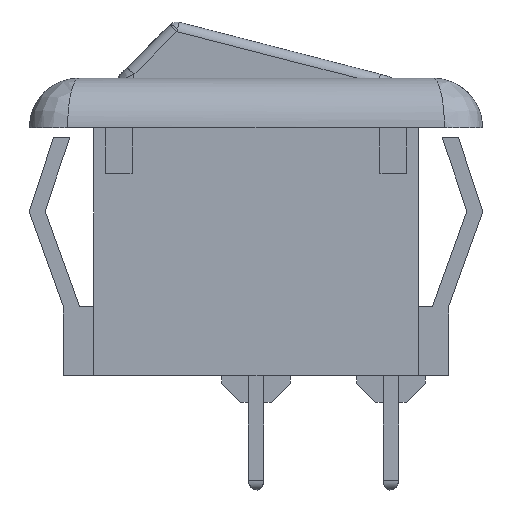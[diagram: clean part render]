
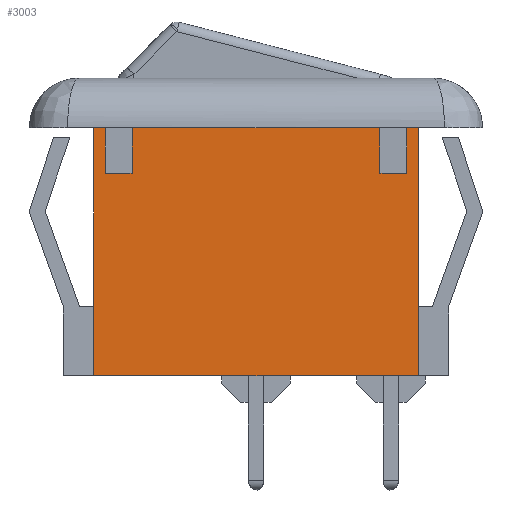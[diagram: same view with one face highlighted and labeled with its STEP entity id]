
A CAD part, left-side view. The second image highlights one B-rep face of the part: STEP entity #3003.
In plain terms, the highlighted planar face has unit normal (-1, 0, 0).
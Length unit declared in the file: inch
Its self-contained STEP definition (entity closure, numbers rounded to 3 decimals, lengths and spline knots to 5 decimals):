
#42 = DIRECTION ( 'NONE',  ( 0., 0., 1. ) ) ;
#78 = CARTESIAN_POINT ( 'NONE',  ( -0.1625, -0.1625, -0.065 ) ) ;
#91 = VECTOR ( 'NONE', #2499, 39.37008 ) ;
#102 = EDGE_LOOP ( 'NONE', ( #353, #3564, #3834, #3267, #4513, #2386, #3409, #4564, #4703, #4551, #787, #941 ) ) ;
#112 = VECTOR ( 'NONE', #935, 39.37008 ) ;
#117 = DIRECTION ( 'NONE',  ( 0., 1., 0. ) ) ;
#249 = EDGE_CURVE ( 'NONE', #2552, #2869, #3128, .T. ) ;
#311 = EDGE_CURVE ( 'NONE', #2896, #2496, #2840, .T. ) ;
#353 = ORIENTED_EDGE ( 'NONE', *, *, #2382, .T. ) ;
#354 = CARTESIAN_POINT ( 'NONE',  ( -0.1625, -0.1975, -0.065 ) ) ;
#665 = CARTESIAN_POINT ( 'NONE',  ( -0.1625, 0.2125, -0.065 ) ) ;
#787 = ORIENTED_EDGE ( 'NONE', *, *, #4413, .T. ) ;
#824 = DIRECTION ( 'NONE',  ( 0., 0., -1. ) ) ;
#868 = CARTESIAN_POINT ( 'NONE',  ( -0.1625, -0.2125, -0.39 ) ) ;
#898 = CARTESIAN_POINT ( 'NONE',  ( -0.1625, 0.2125, -0.065 ) ) ;
#917 = VERTEX_POINT ( 'NONE', #4539 ) ;
#935 = DIRECTION ( 'NONE',  ( 0., 0., 1. ) ) ;
#941 = ORIENTED_EDGE ( 'NONE', *, *, #1808, .T. ) ;
#980 = LINE ( 'NONE', #4313, #2664 ) ;
#1021 = EDGE_CURVE ( 'NONE', #1924, #3420, #3066, .T. ) ;
#1033 = DIRECTION ( 'NONE',  ( 0., -1., 0. ) ) ;
#1044 = VECTOR ( 'NONE', #824, 39.37008 ) ;
#1074 = VECTOR ( 'NONE', #4631, 39.37008 ) ;
#1091 = FACE_OUTER_BOUND ( 'NONE', #102, .T. ) ;
#1240 = CARTESIAN_POINT ( 'NONE',  ( -0.1625, 0.2125, -0.065 ) ) ;
#1286 = CARTESIAN_POINT ( 'NONE',  ( -0.1625, 0.1625, -0.065 ) ) ;
#1359 = EDGE_CURVE ( 'NONE', #3420, #1656, #1868, .T. ) ;
#1545 = VECTOR ( 'NONE', #3567, 39.37008 ) ;
#1603 = CARTESIAN_POINT ( 'NONE',  ( -0.1625, 0.2125, -0.125 ) ) ;
#1656 = VERTEX_POINT ( 'NONE', #4319 ) ;
#1709 = DIRECTION ( 'NONE',  ( 0., 1., 0. ) ) ;
#1749 = AXIS2_PLACEMENT_3D ( 'NONE', #665, #2143, #3597 ) ;
#1808 = EDGE_CURVE ( 'NONE', #2581, #3660, #2639, .T. ) ;
#1868 = LINE ( 'NONE', #3369, #2419 ) ;
#1924 = VERTEX_POINT ( 'NONE', #3168 ) ;
#2066 = LINE ( 'NONE', #1286, #1074 ) ;
#2113 = LINE ( 'NONE', #898, #1545 ) ;
#2143 = DIRECTION ( 'NONE',  ( -1., 0., 0. ) ) ;
#2145 = LINE ( 'NONE', #3599, #3534 ) ;
#2382 = EDGE_CURVE ( 'NONE', #3660, #3088, #3008, .T. ) ;
#2386 = ORIENTED_EDGE ( 'NONE', *, *, #1021, .T. ) ;
#2419 = VECTOR ( 'NONE', #42, 39.37008 ) ;
#2496 = VERTEX_POINT ( 'NONE', #868 ) ;
#2499 = DIRECTION ( 'NONE',  ( 0., 0., 1. ) ) ;
#2552 = VERTEX_POINT ( 'NONE', #4745 ) ;
#2581 = VERTEX_POINT ( 'NONE', #4208 ) ;
#2639 = LINE ( 'NONE', #3336, #4187 ) ;
#2664 = VECTOR ( 'NONE', #1709, 39.37008 ) ;
#2673 = EDGE_CURVE ( 'NONE', #3088, #2552, #980, .T. ) ;
#2723 = CARTESIAN_POINT ( 'NONE',  ( -0.1625, -0.1625, -0.065 ) ) ;
#2796 = VECTOR ( 'NONE', #1033, 39.37008 ) ;
#2840 = LINE ( 'NONE', #3605, #2796 ) ;
#2869 = VERTEX_POINT ( 'NONE', #78 ) ;
#2890 = VERTEX_POINT ( 'NONE', #2910 ) ;
#2893 = VECTOR ( 'NONE', #3046, 39.37008 ) ;
#2896 = VERTEX_POINT ( 'NONE', #4382 ) ;
#2910 = CARTESIAN_POINT ( 'NONE',  ( -0.1625, 0.2125, -0.065 ) ) ;
#3003 = ADVANCED_FACE ( 'NONE', ( #1091 ), #4686, .T. ) ;
#3008 = LINE ( 'NONE', #4481, #1044 ) ;
#3046 = DIRECTION ( 'NONE',  ( 0., 1., 0. ) ) ;
#3066 = LINE ( 'NONE', #1603, #3411 ) ;
#3088 = VERTEX_POINT ( 'NONE', #3867 ) ;
#3096 = CARTESIAN_POINT ( 'NONE',  ( -0.1625, 0.1975, -0.125 ) ) ;
#3128 = LINE ( 'NONE', #2723, #112 ) ;
#3168 = CARTESIAN_POINT ( 'NONE',  ( -0.1625, 0.1625, -0.125 ) ) ;
#3267 = ORIENTED_EDGE ( 'NONE', *, *, #3373, .T. ) ;
#3336 = CARTESIAN_POINT ( 'NONE',  ( -0.1625, 0., -0.065 ) ) ;
#3369 = CARTESIAN_POINT ( 'NONE',  ( -0.1625, 0.1975, -0.065 ) ) ;
#3373 = EDGE_CURVE ( 'NONE', #2869, #917, #4565, .T. ) ;
#3409 = ORIENTED_EDGE ( 'NONE', *, *, #1359, .T. ) ;
#3411 = VECTOR ( 'NONE', #117, 39.37008 ) ;
#3420 = VERTEX_POINT ( 'NONE', #3096 ) ;
#3523 = CARTESIAN_POINT ( 'NONE',  ( -0.1625, -0.2125, -0.065 ) ) ;
#3534 = VECTOR ( 'NONE', #4593, 39.37008 ) ;
#3548 = LINE ( 'NONE', #3523, #91 ) ;
#3564 = ORIENTED_EDGE ( 'NONE', *, *, #2673, .T. ) ;
#3567 = DIRECTION ( 'NONE',  ( 0., 0., -1. ) ) ;
#3597 = DIRECTION ( 'NONE',  ( 0., -1., 0. ) ) ;
#3599 = CARTESIAN_POINT ( 'NONE',  ( -0.1625, 0., -0.065 ) ) ;
#3605 = CARTESIAN_POINT ( 'NONE',  ( -0.1625, 0.2125, -0.39 ) ) ;
#3660 = VERTEX_POINT ( 'NONE', #354 ) ;
#3834 = ORIENTED_EDGE ( 'NONE', *, *, #249, .T. ) ;
#3867 = CARTESIAN_POINT ( 'NONE',  ( -0.1625, -0.1975, -0.125 ) ) ;
#3914 = EDGE_CURVE ( 'NONE', #917, #1924, #2066, .T. ) ;
#4022 = EDGE_CURVE ( 'NONE', #2890, #2896, #2113, .T. ) ;
#4187 = VECTOR ( 'NONE', #4425, 39.37008 ) ;
#4208 = CARTESIAN_POINT ( 'NONE',  ( -0.1625, -0.2125, -0.065 ) ) ;
#4313 = CARTESIAN_POINT ( 'NONE',  ( -0.1625, 0.2125, -0.125 ) ) ;
#4319 = CARTESIAN_POINT ( 'NONE',  ( -0.1625, 0.1975, -0.065 ) ) ;
#4382 = CARTESIAN_POINT ( 'NONE',  ( -0.1625, 0.2125, -0.39 ) ) ;
#4413 = EDGE_CURVE ( 'NONE', #2496, #2581, #3548, .T. ) ;
#4425 = DIRECTION ( 'NONE',  ( 0., 1., 0. ) ) ;
#4464 = EDGE_CURVE ( 'NONE', #1656, #2890, #2145, .T. ) ;
#4481 = CARTESIAN_POINT ( 'NONE',  ( -0.1625, -0.1975, -0.065 ) ) ;
#4513 = ORIENTED_EDGE ( 'NONE', *, *, #3914, .T. ) ;
#4539 = CARTESIAN_POINT ( 'NONE',  ( -0.1625, 0.1625, -0.065 ) ) ;
#4551 = ORIENTED_EDGE ( 'NONE', *, *, #311, .T. ) ;
#4564 = ORIENTED_EDGE ( 'NONE', *, *, #4464, .T. ) ;
#4565 = LINE ( 'NONE', #1240, #2893 ) ;
#4593 = DIRECTION ( 'NONE',  ( 0., 1., 0. ) ) ;
#4631 = DIRECTION ( 'NONE',  ( 0., 0., -1. ) ) ;
#4686 = PLANE ( 'NONE',  #1749 ) ;
#4703 = ORIENTED_EDGE ( 'NONE', *, *, #4022, .T. ) ;
#4745 = CARTESIAN_POINT ( 'NONE',  ( -0.1625, -0.1625, -0.125 ) ) ;
